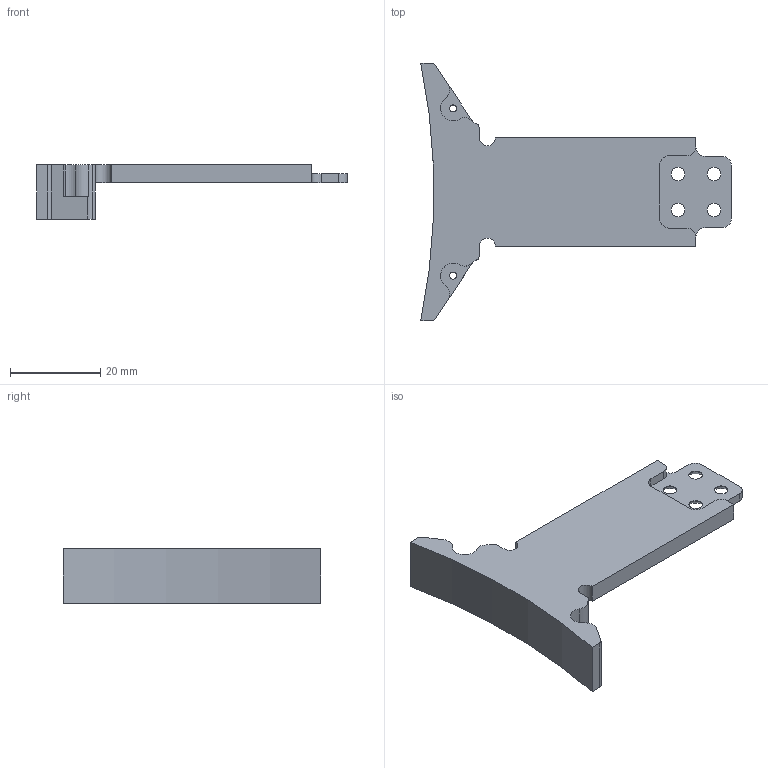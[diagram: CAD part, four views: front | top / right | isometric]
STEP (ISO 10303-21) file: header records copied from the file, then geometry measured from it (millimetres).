
FILE_DESCRIPTION(/* description */ (''),/* implementation_level */ '2;1');
FILE_NAME(/* name */ '31B_Kicker Sichel.ipt.step',/* time_stamp */ '2020-09-08T15:37:30+02:00',/* author */ ('rYan'),/* organization */ (''),/* preprocessor_version */ 'ST-DEVELOPER v17.2',/* originating_system */ 'Autodesk Inventor 2019',/* authorisation */ '');
FILE_SCHEMA (('AUTOMOTIVE_DESIGN { 1 0 10303 214 3 1 1 }'));
Length unit declared in the file: millimetre
Products named in the file (1): Kicker Sichel
Bounding box: 68.73 x 57 x 12 mm (x, y, z)
Volume: 9757.2 mm3; surface area: 5563.7 mm2
Topology: 1 solids, 1 shells, 54 faces, 160 edges, 108 vertices
Faces by surface type: cylinder 29, plane 21, cone 4
Full cylindrical faces by diameter (mm): 1.567 x2, 3 x4
Entity records: 1907 total; most frequent: DIRECTION 342, CARTESIAN_POINT 323, ORIENTED_EDGE 320, EDGE_CURVE 160, AXIS2_PLACEMENT_3D 127, VERTEX_POINT 108, LINE 88, VECTOR 88
